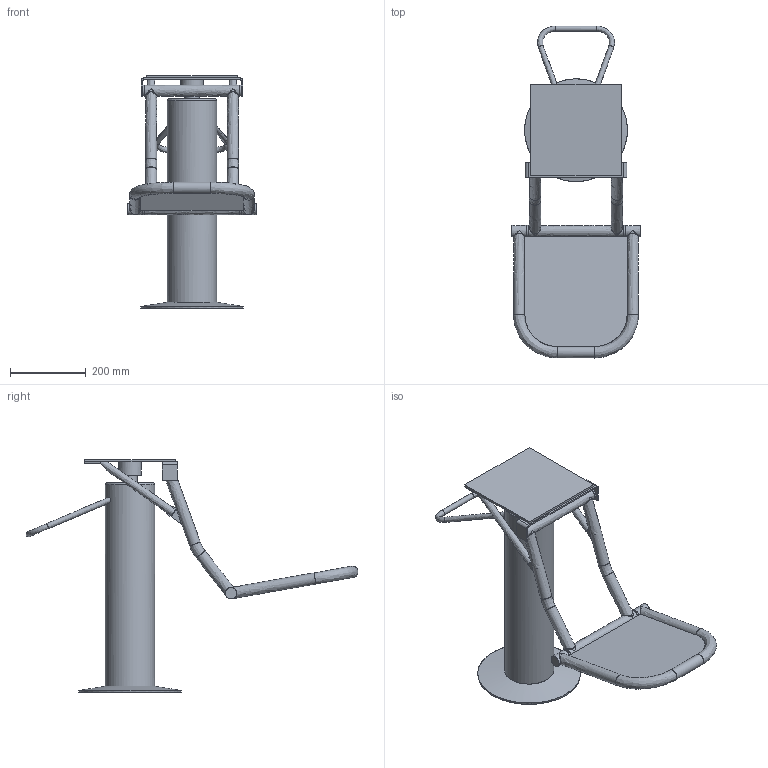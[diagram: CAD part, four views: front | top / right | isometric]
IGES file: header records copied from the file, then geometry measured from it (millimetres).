
Global section: file name: HIGH ADJUSTMENT UNIT 615_MODEL.igs; native system: NX V8.5; preprocessor: SIEMENS PLM Software NX 8.5; date: 20130917.133616; units: millimetre
Bounding box: 340 x 876.57 x 615 mm (x, y, z)
Surface area: 1065838.4 mm2 (no closed solid volume)
Topology: 0 solids, 0 shells, 129 faces, 1310 edges, 1289 vertices
Faces by surface type: bspline 129
